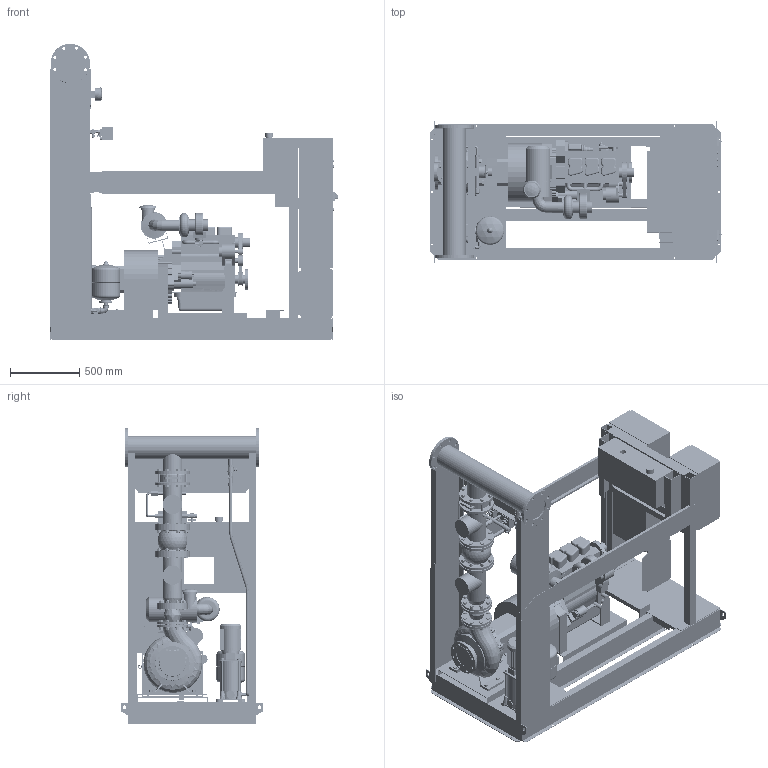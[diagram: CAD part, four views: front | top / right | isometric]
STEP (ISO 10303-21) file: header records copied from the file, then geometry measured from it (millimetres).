
FILE_DESCRIPTION((''),'2;1');
FILE_NAME('3d_Sifire-EN-100_250-233-66_1.1DJ-4183910.stp','2015-05-26T10:11:47',(''),(''),'Mechanical Desktop 2009','Mechanical Desktop 2009',', , ');
FILE_SCHEMA(('CONFIG_CONTROL_DESIGN'));
Length unit declared in the file: millimetre
Products named in the file (1): Product
Bounding box: 2105.5 x 1026 x 2142.5 mm (x, y, z)
Volume: 428977463.6 mm3; surface area: 31596161.7 mm2
Topology: 220 solids, 221 shells, 5403 faces, 13125 edges, 8274 vertices
Faces by surface type: plane 2071, bspline 1399, cylinder 1181, cone 580, torus 143, sphere 29
Full cylindrical faces by diameter (mm): 309 x1
Entity records: 171913 total; most frequent: CARTESIAN_POINT 51397, ORIENTED_EDGE 26186, DIRECTION 23480, EDGE_CURVE 13093, VERTEX_POINT 8272, AXIS2_PLACEMENT_3D 8240, VECTOR 7000, LINE 7000
